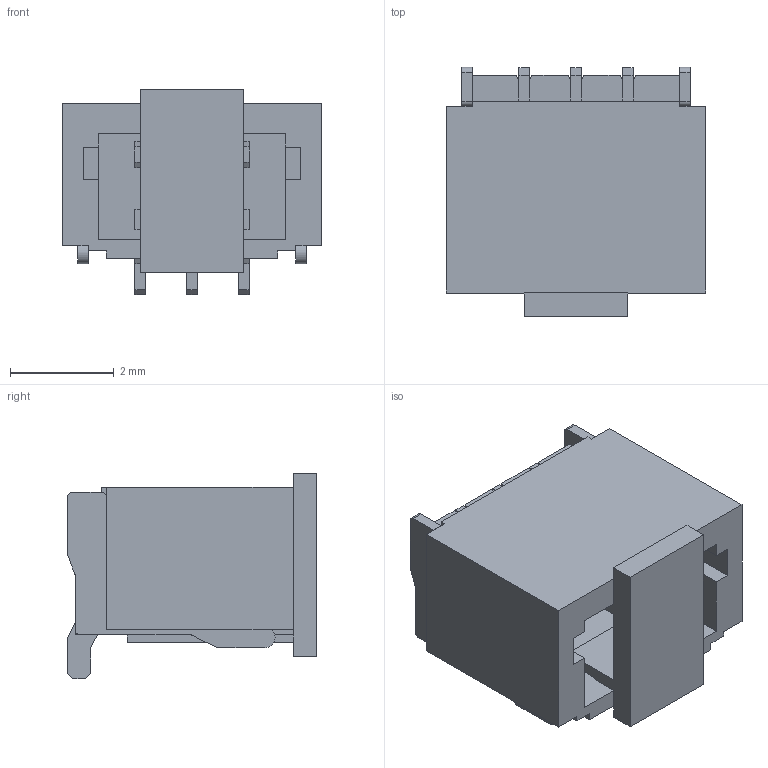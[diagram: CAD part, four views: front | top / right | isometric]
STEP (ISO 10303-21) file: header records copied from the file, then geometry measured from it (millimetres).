
FILE_DESCRIPTION(/* description */ ('Unknown'),/* implementation_level */ '2;1');
FILE_NAME(/* name */ '665303124022',/* time_stamp */ '2018-03-27T11:39:58+02:00',/* author */ ('Unknown'),/* organization */ ('Unknown'),/* preprocessor_version */ 'ST-DEVELOPER v16.7',/* originating_system */ 'DEX',/* authorisation */ $);
FILE_SCHEMA (('AUTOMOTIVE_DESIGN {1 0 10303 214 3 1 1}'));
Length unit declared in the file: millimetre
Products named in the file (5): 6653xx124022; 665303124022; 6653xx124022_PIN; 6653xx124022_PATTE; 6653xx124022_Cap1
Assembly tree (7 placements, depth 2):
  6653xx124022
    665303124022
    6653xx124022_PIN  x3
    6653xx124022_PATTE  x2
    6653xx124022_Cap1
Bounding box: 5 x 4.8 x 3.96 mm (x, y, z)
Volume: 41.3 mm3; surface area: 230.2 mm2
Topology: 7 solids, 7 shells, 261 faces, 756 edges, 504 vertices
Faces by surface type: plane 207, cylinder 54
Entity records: 6158 total; most frequent: CARTESIAN_POINT 1079, ORIENTED_EDGE 1068, DIRECTION 986, EDGE_CURVE 534, LINE 460, VECTOR 460, VERTEX_POINT 356, AXIS2_PLACEMENT_3D 263
